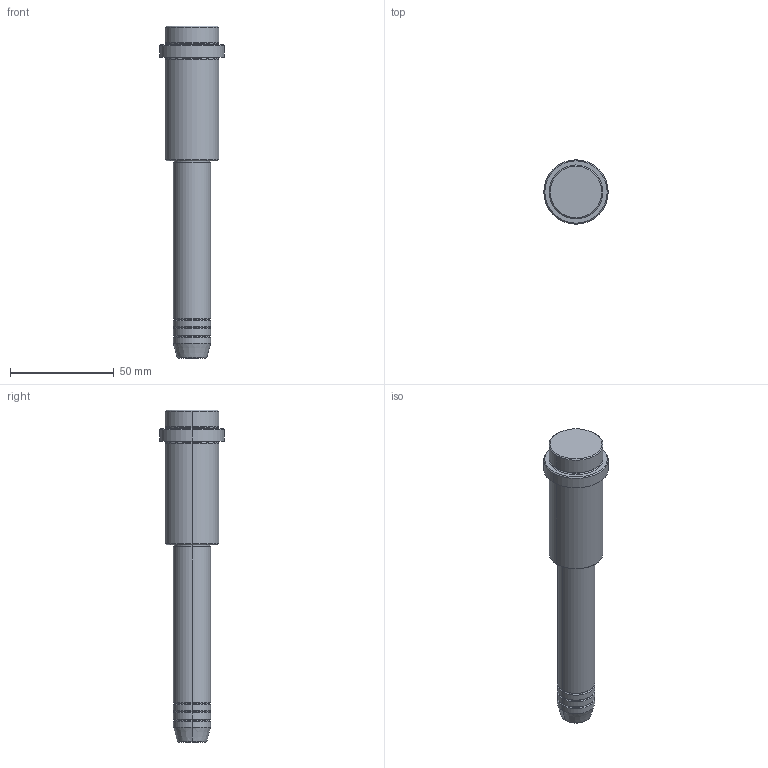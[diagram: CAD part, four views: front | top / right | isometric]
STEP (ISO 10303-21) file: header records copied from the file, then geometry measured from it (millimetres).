
FILE_DESCRIPTION (( 'STEP AP203' ), '1' );
FILE_NAME ('612b.STEP', '2024-01-03T07:52:21', ( '' ), ( '' ), 'SwSTEP 2.0', 'SolidWorks 2019', '' );
FILE_SCHEMA (( 'CONFIG_CONTROL_DESIGN' ));
Length unit declared in the file: millimetre
Products named in the file (1): 612b
Bounding box: 31 x 31 x 160 mm (x, y, z)
Volume: 59493.4 mm3; surface area: 12305.2 mm2
Topology: 1 solids, 1 shells, 52 faces, 102 edges, 56 vertices
Faces by surface type: torus 22, cylinder 16, cone 8, plane 6
Entity records: 1413 total; most frequent: DIRECTION 286, CARTESIAN_POINT 211, ORIENTED_EDGE 204, AXIS2_PLACEMENT_3D 131, EDGE_CURVE 102, CIRCLE 78, EDGE_LOOP 56, VERTEX_POINT 56
